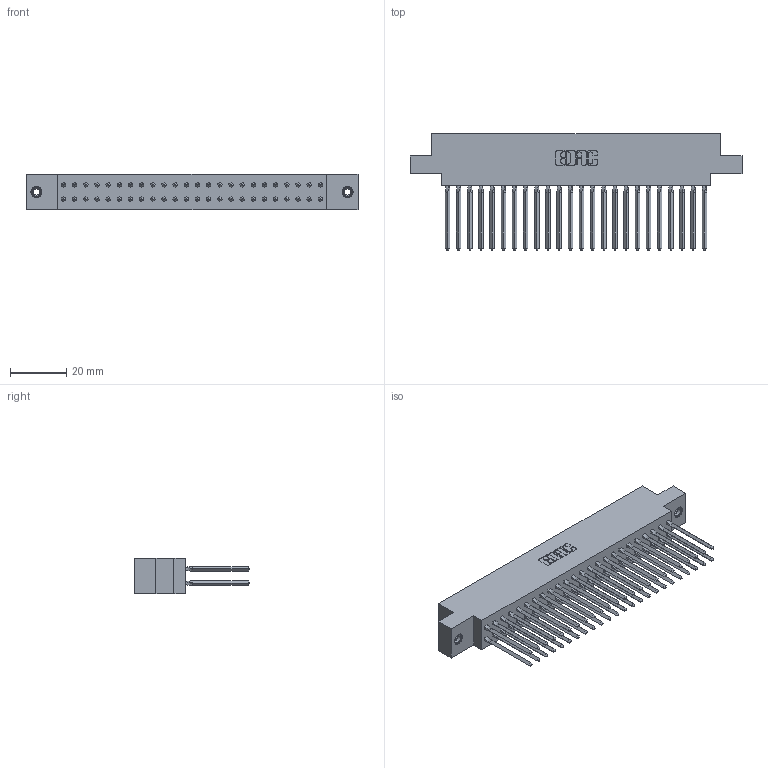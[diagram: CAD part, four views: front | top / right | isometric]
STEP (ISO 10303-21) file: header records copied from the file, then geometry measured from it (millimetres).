
FILE_DESCRIPTION (( 'STEP AP203' ), '1' );
FILE_NAME ('317-048-543-878.STEP', '2020-02-28T03:00:31', ( '' ), ( '' ), 'SwSTEP 2.0', 'SolidWorks 2016', '' );
FILE_SCHEMA (( 'CONFIG_CONTROL_DESIGN' ));
Length unit declared in the file: inch
Products named in the file (4): 345-250-001_345-250-003-102; 317-048-543-878; 317 Part_.156 Dia - TI; 317-290-001_543
Assembly tree (51 placements, depth 2):
  317-048-543-878
    317 Part_.156 Dia - TI
    317-290-001_543  x48
    345-250-001_345-250-003-102  x2
Bounding box: 117.81 x 41.15 x 12.7 mm (x, y, z)
Volume: 19395.1 mm3; surface area: 28738.7 mm2
Topology: 51 solids, 51 shells, 4434 faces, 12267 edges, 7898 vertices
Faces by surface type: plane 3594, cylinder 632, bspline 192, cone 12, torus 4
Entity records: 38389 total; most frequent: CARTESIAN_POINT 7082, ORIENTED_EDGE 6574, DIRECTION 5527, EDGE_CURVE 3287, VECTOR 3011, LINE 3011, VERTEX_POINT 2181, AXIS2_PLACEMENT_3D 1258
